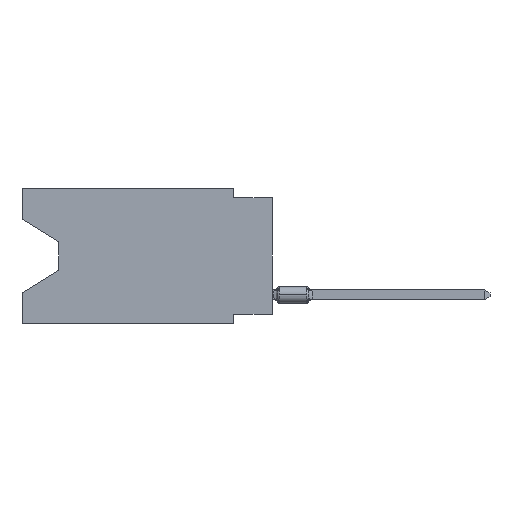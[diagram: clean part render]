
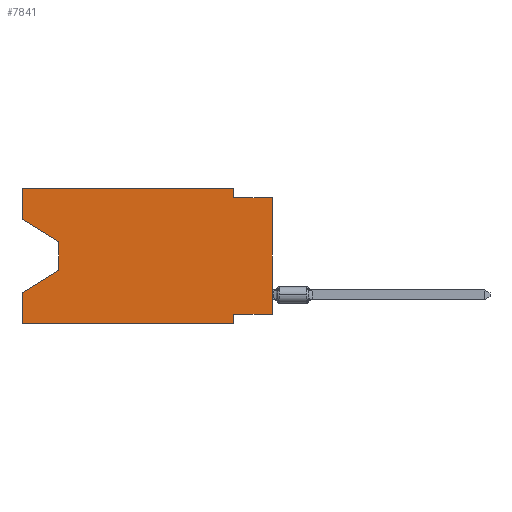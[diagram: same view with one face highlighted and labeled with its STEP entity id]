
A CAD part, left-side view. The second image highlights one B-rep face of the part: STEP entity #7841.
In plain terms, the highlighted planar face has unit normal (-1, 0, 0).
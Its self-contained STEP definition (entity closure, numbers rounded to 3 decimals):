
#553 = LINE ( 'NONE', #6174, #8742 ) ;
#617 = CARTESIAN_POINT ( 'NONE',  ( 0., 16.383, 0. ) ) ;
#672 = VERTEX_POINT ( 'NONE', #926 ) ;
#739 = ORIENTED_EDGE ( 'NONE', *, *, #10477, .T. ) ;
#856 = DIRECTION ( 'NONE',  ( 0., 0.855, -0.519 ) ) ;
#926 = CARTESIAN_POINT ( 'NONE',  ( 0., 16.383, -8.89 ) ) ;
#931 = LINE ( 'NONE', #24737, #11202 ) ;
#1000 = LINE ( 'NONE', #617, #20894 ) ;
#1315 = CARTESIAN_POINT ( 'NONE',  ( 0., 0., 0. ) ) ;
#1485 = EDGE_CURVE ( 'NONE', #17311, #14155, #16490, .T. ) ;
#1590 = LINE ( 'NONE', #21592, #16270 ) ;
#1938 = PLANE ( 'NONE',  #19882 ) ;
#2162 = ORIENTED_EDGE ( 'NONE', *, *, #16550, .F. ) ;
#2279 = CARTESIAN_POINT ( 'NONE',  ( 0., 16.383, -6.852 ) ) ;
#2645 = DIRECTION ( 'NONE',  ( 0., 0., -1. ) ) ;
#2986 = CARTESIAN_POINT ( 'NONE',  ( 0., 2.54, -0.635 ) ) ;
#3328 = DIRECTION ( 'NONE',  ( 0., -0.855, -0.519 ) ) ;
#3622 = DIRECTION ( 'NONE',  ( 0., 1., 0. ) ) ;
#3721 = EDGE_CURVE ( 'NONE', #24135, #6152, #16788, .T. ) ;
#4017 = DIRECTION ( 'NONE',  ( 1., 0., 0. ) ) ;
#4128 = CARTESIAN_POINT ( 'NONE',  ( 0., 13.97, -5.385 ) ) ;
#4357 = CARTESIAN_POINT ( 'NONE',  ( 0., 16.383, -2.038 ) ) ;
#4564 = ORIENTED_EDGE ( 'NONE', *, *, #19953, .T. ) ;
#5993 = CARTESIAN_POINT ( 'NONE',  ( 0., 16.383, 0. ) ) ;
#6023 = VECTOR ( 'NONE', #3622, 1000. ) ;
#6152 = VERTEX_POINT ( 'NONE', #2986 ) ;
#6174 = CARTESIAN_POINT ( 'NONE',  ( 0., 16.383, 0. ) ) ;
#6306 = EDGE_CURVE ( 'NONE', #21956, #23274, #15938, .T. ) ;
#6442 = LINE ( 'NONE', #14692, #18172 ) ;
#6832 = EDGE_CURVE ( 'NONE', #25387, #24135, #6442, .T. ) ;
#6846 = ORIENTED_EDGE ( 'NONE', *, *, #12404, .F. ) ;
#6871 = EDGE_LOOP ( 'NONE', ( #4564, #10277, #22685, #19361, #739, #8263, #11134, #19487, #2162, #12210, #20942, #6846 ) ) ;
#7262 = LINE ( 'NONE', #23220, #11044 ) ;
#7841 = ADVANCED_FACE ( 'NONE', ( #11891 ), #1938, .F. ) ;
#7925 = CARTESIAN_POINT ( 'NONE',  ( 0., 16.383, 0. ) ) ;
#8094 = DIRECTION ( 'NONE',  ( 0., 0., -1. ) ) ;
#8263 = ORIENTED_EDGE ( 'NONE', *, *, #9865, .F. ) ;
#8742 = VECTOR ( 'NONE', #18360, 1000. ) ;
#8771 = CARTESIAN_POINT ( 'NONE',  ( 0., 13.97, -3.505 ) ) ;
#8950 = LINE ( 'NONE', #22570, #13388 ) ;
#9794 = CARTESIAN_POINT ( 'NONE',  ( 0., 0., -0.635 ) ) ;
#9865 = EDGE_CURVE ( 'NONE', #23274, #15562, #1590, .T. ) ;
#10277 = ORIENTED_EDGE ( 'NONE', *, *, #1485, .T. ) ;
#10477 = EDGE_CURVE ( 'NONE', #672, #15562, #12652, .T. ) ;
#10879 = DIRECTION ( 'NONE',  ( 0., -1., 0. ) ) ;
#11044 = VECTOR ( 'NONE', #3328, 1000. ) ;
#11134 = ORIENTED_EDGE ( 'NONE', *, *, #6306, .F. ) ;
#11202 = VECTOR ( 'NONE', #10879, 1000. ) ;
#11891 = FACE_OUTER_BOUND ( 'NONE', #6871, .T. ) ;
#12210 = ORIENTED_EDGE ( 'NONE', *, *, #3721, .F. ) ;
#12404 = EDGE_CURVE ( 'NONE', #24333, #25387, #1000, .T. ) ;
#12632 = EDGE_CURVE ( 'NONE', #14155, #23044, #8950, .T. ) ;
#12652 = LINE ( 'NONE', #14358, #20334 ) ;
#12702 = CARTESIAN_POINT ( 'NONE',  ( 0., 0., -8.255 ) ) ;
#12723 = CARTESIAN_POINT ( 'NONE',  ( 0., 2.54, 0. ) ) ;
#13041 = DIRECTION ( 'NONE',  ( 0., 0., 1. ) ) ;
#13388 = VECTOR ( 'NONE', #856, 1000. ) ;
#14155 = VERTEX_POINT ( 'NONE', #4128 ) ;
#14358 = CARTESIAN_POINT ( 'NONE',  ( 0., 16.383, -8.89 ) ) ;
#14692 = CARTESIAN_POINT ( 'NONE',  ( 0., 16.383, 0. ) ) ;
#15165 = CARTESIAN_POINT ( 'NONE',  ( 0., 2.54, -8.89 ) ) ;
#15562 = VERTEX_POINT ( 'NONE', #15165 ) ;
#15567 = LINE ( 'NONE', #1315, #20277 ) ;
#15704 = VERTEX_POINT ( 'NONE', #9794 ) ;
#15938 = LINE ( 'NONE', #25496, #6023 ) ;
#16139 = CARTESIAN_POINT ( 'NONE',  ( 0., 2.54, 0. ) ) ;
#16270 = VECTOR ( 'NONE', #17564, 1000. ) ;
#16490 = LINE ( 'NONE', #8771, #24176 ) ;
#16550 = EDGE_CURVE ( 'NONE', #6152, #15704, #931, .T. ) ;
#16788 = LINE ( 'NONE', #12723, #18355 ) ;
#17311 = VERTEX_POINT ( 'NONE', #19990 ) ;
#17564 = DIRECTION ( 'NONE',  ( 0., 0., -1. ) ) ;
#17682 = CARTESIAN_POINT ( 'NONE',  ( 0., 2.54, -8.255 ) ) ;
#18172 = VECTOR ( 'NONE', #22661, 1000. ) ;
#18355 = VECTOR ( 'NONE', #2645, 1000. ) ;
#18360 = DIRECTION ( 'NONE',  ( 0., 0., 1. ) ) ;
#19361 = ORIENTED_EDGE ( 'NONE', *, *, #21810, .F. ) ;
#19487 = ORIENTED_EDGE ( 'NONE', *, *, #20872, .T. ) ;
#19882 = AXIS2_PLACEMENT_3D ( 'NONE', #5993, #4017, #8094 ) ;
#19953 = EDGE_CURVE ( 'NONE', #24333, #17311, #7262, .T. ) ;
#19990 = CARTESIAN_POINT ( 'NONE',  ( 0., 13.97, -3.505 ) ) ;
#20277 = VECTOR ( 'NONE', #23155, 1000. ) ;
#20334 = VECTOR ( 'NONE', #24694, 1000. ) ;
#20872 = EDGE_CURVE ( 'NONE', #21956, #15704, #15567, .T. ) ;
#20894 = VECTOR ( 'NONE', #13041, 1000. ) ;
#20942 = ORIENTED_EDGE ( 'NONE', *, *, #6832, .F. ) ;
#21592 = CARTESIAN_POINT ( 'NONE',  ( 0., 2.54, -8.89 ) ) ;
#21810 = EDGE_CURVE ( 'NONE', #672, #23044, #553, .T. ) ;
#21956 = VERTEX_POINT ( 'NONE', #12702 ) ;
#22570 = CARTESIAN_POINT ( 'NONE',  ( 0., 13.97, -5.385 ) ) ;
#22661 = DIRECTION ( 'NONE',  ( 0., -1., 0. ) ) ;
#22685 = ORIENTED_EDGE ( 'NONE', *, *, #12632, .T. ) ;
#23044 = VERTEX_POINT ( 'NONE', #2279 ) ;
#23155 = DIRECTION ( 'NONE',  ( 0., 0., 1. ) ) ;
#23220 = CARTESIAN_POINT ( 'NONE',  ( 0., 16.383, -2.038 ) ) ;
#23274 = VERTEX_POINT ( 'NONE', #17682 ) ;
#24135 = VERTEX_POINT ( 'NONE', #16139 ) ;
#24176 = VECTOR ( 'NONE', #24459, 1000. ) ;
#24333 = VERTEX_POINT ( 'NONE', #4357 ) ;
#24459 = DIRECTION ( 'NONE',  ( 0., 0., -1. ) ) ;
#24694 = DIRECTION ( 'NONE',  ( 0., -1., 0. ) ) ;
#24737 = CARTESIAN_POINT ( 'NONE',  ( 0., 0., -0.635 ) ) ;
#25387 = VERTEX_POINT ( 'NONE', #7925 ) ;
#25496 = CARTESIAN_POINT ( 'NONE',  ( 0., 0., -8.255 ) ) ;
